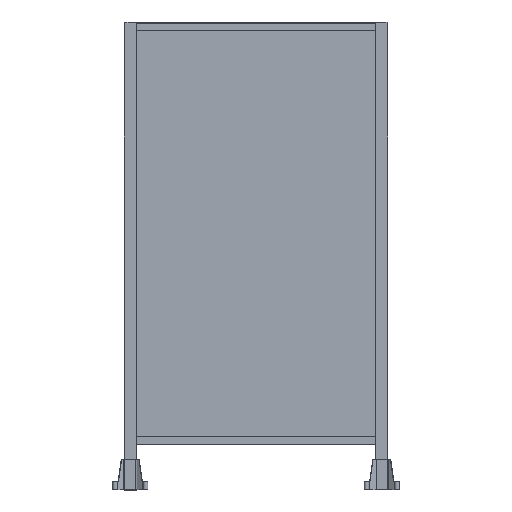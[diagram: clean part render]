
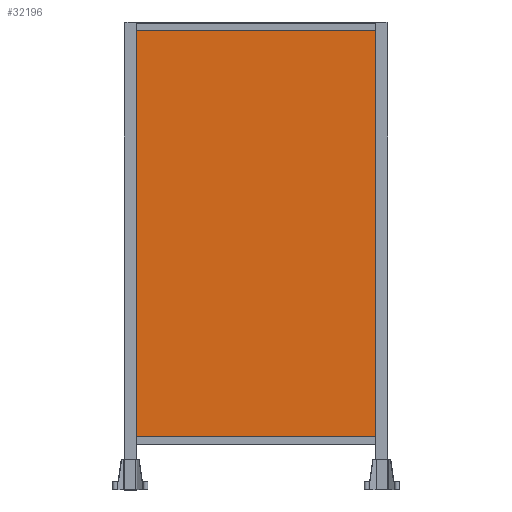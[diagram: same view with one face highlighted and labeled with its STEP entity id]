
A CAD part, front view. The second image highlights one B-rep face of the part: STEP entity #32196.
In plain terms, the highlighted planar face has unit normal (0, -1, 0).
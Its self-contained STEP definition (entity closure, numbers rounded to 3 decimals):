
#18771=CARTESIAN_POINT('',(90.025,22.3,1137.5));
#18772=VERTEX_POINT('',#18771);
#18773=CARTESIAN_POINT('',(90.025,22.3,1137.218));
#18774=VERTEX_POINT('',#18773);
#18775=CARTESIAN_POINT('',(90.025,22.3,1137.5));
#18776=DIRECTION('',(0.0,0.0,-1.0));
#18777=VECTOR('',#18776,0.282);
#18778=LINE('',#18775,#18777);
#18779=EDGE_CURVE('',#18772,#18774,#18778,.T.);
#31942=CARTESIAN_POINT('',(1268.025,22.3,1137.5));
#31943=VERTEX_POINT('',#31942);
#31952=CARTESIAN_POINT('',(1269.025,22.3,1137.5));
#31953=VERTEX_POINT('',#31952);
#31954=CARTESIAN_POINT('',(1268.025,22.3,1137.5));
#31955=DIRECTION('',(1.0,0.0,0.0));
#31956=VECTOR('',#31955,1.0);
#31957=LINE('',#31954,#31956);
#31958=EDGE_CURVE('',#31943,#31953,#31957,.T.);
#32133=CARTESIAN_POINT('',(89.025,22.3,1137.5));
#32134=VERTEX_POINT('',#32133);
#32141=CARTESIAN_POINT('',(89.025,22.3,1137.5));
#32142=DIRECTION('',(1.0,0.0,0.0));
#32143=VECTOR('',#32142,1.);
#32144=LINE('',#32141,#32143);
#32145=EDGE_CURVE('',#32134,#18772,#32144,.T.);
#32150=CARTESIAN_POINT('',(679.025,22.3,112.5));
#32151=DIRECTION('',(0.0,1.0,0.0));
#32152=DIRECTION('',(0.0,0.0,1.0));
#32153=AXIS2_PLACEMENT_3D('',#32150,#32151,#32152);
#32154=PLANE('',#32153);
#32155=CARTESIAN_POINT('',(89.025,22.3,-912.5));
#32156=VERTEX_POINT('',#32155);
#32157=CARTESIAN_POINT('',(89.025,22.3,1137.5));
#32158=DIRECTION('',(0.0,0.0,-1.0));
#32159=VECTOR('',#32158,2050.);
#32160=LINE('',#32157,#32159);
#32161=EDGE_CURVE('',#32134,#32156,#32160,.T.);
#32162=ORIENTED_EDGE('',*,*,#32161,.T.);
#32163=CARTESIAN_POINT('',(1269.025,22.3,-912.5));
#32164=VERTEX_POINT('',#32163);
#32165=CARTESIAN_POINT('',(1269.025,22.3,-912.5));
#32166=DIRECTION('',(-1.0,0.0,0.0));
#32167=VECTOR('',#32166,1180.);
#32168=LINE('',#32165,#32167);
#32169=EDGE_CURVE('',#32164,#32156,#32168,.T.);
#32170=ORIENTED_EDGE('',*,*,#32169,.F.);
#32171=CARTESIAN_POINT('',(1269.025,22.3,-912.5));
#32172=DIRECTION('',(0.0,0.0,1.0));
#32173=VECTOR('',#32172,2050.);
#32174=LINE('',#32171,#32173);
#32175=EDGE_CURVE('',#32164,#31953,#32174,.T.);
#32176=ORIENTED_EDGE('',*,*,#32175,.T.);
#32177=ORIENTED_EDGE('',*,*,#31958,.F.);
#32178=CARTESIAN_POINT('',(1268.025,22.3,1137.218));
#32179=VERTEX_POINT('',#32178);
#32180=CARTESIAN_POINT('',(1268.025,22.3,1137.218));
#32181=DIRECTION('',(0.0,0.0,1.0));
#32182=VECTOR('',#32181,0.282);
#32183=LINE('',#32180,#32182);
#32184=EDGE_CURVE('',#32179,#31943,#32183,.T.);
#32185=ORIENTED_EDGE('',*,*,#32184,.F.);
#32186=CARTESIAN_POINT('',(90.025,22.3,1137.218));
#32187=DIRECTION('',(1.0,0.0,0.0));
#32188=VECTOR('',#32187,1178.0);
#32189=LINE('',#32186,#32188);
#32190=EDGE_CURVE('',#18774,#32179,#32189,.T.);
#32191=ORIENTED_EDGE('',*,*,#32190,.F.);
#32192=ORIENTED_EDGE('',*,*,#18779,.F.);
#32193=ORIENTED_EDGE('',*,*,#32145,.F.);
#32194=EDGE_LOOP('',(#32162,#32170,#32176,#32177,#32185,#32191,#32192,#32193));
#32195=FACE_OUTER_BOUND('',#32194,.T.);
#32196=ADVANCED_FACE('',(#32195),#32154,.F.);
